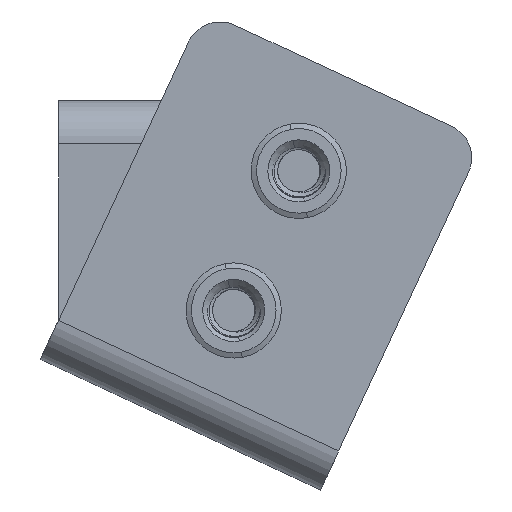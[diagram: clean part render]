
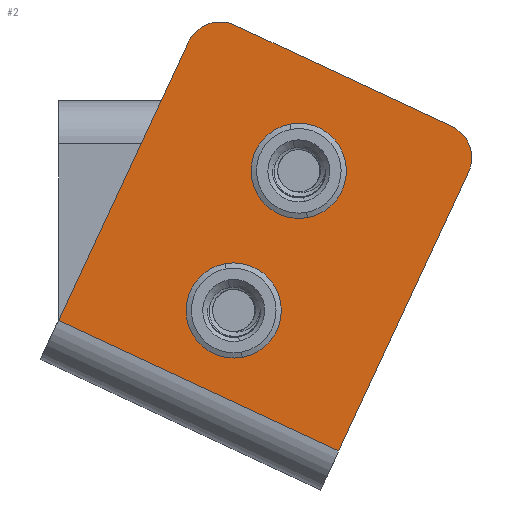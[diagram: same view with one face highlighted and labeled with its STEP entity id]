
A CAD part, front view. The second image highlights one B-rep face of the part: STEP entity #2.
In plain terms, the highlighted planar face has unit normal (0, -1, 0).
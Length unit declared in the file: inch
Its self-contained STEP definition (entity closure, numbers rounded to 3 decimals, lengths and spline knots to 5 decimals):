
#2 = ADVANCED_FACE ( 'NONE', ( #1314, #5579, #1784 ), #2240, .F. ) ;
#44 = VERTEX_POINT ( 'NONE', #4935 ) ;
#51 = CARTESIAN_POINT ( 'NONE',  ( 0.1251, -2.3705, -0.74858 ) ) ;
#147 = CARTESIAN_POINT ( 'NONE',  ( 0.07648, -2.3705, 0.15679 ) ) ;
#207 = ORIENTED_EDGE ( 'NONE', *, *, #5884, .F. ) ;
#223 = EDGE_CURVE ( 'NONE', #2606, #3042, #1180, .T. ) ;
#251 = VECTOR ( 'NONE', #3353, 39.37008 ) ;
#395 = CARTESIAN_POINT ( 'NONE',  ( -0.0234, -2.3705, -0.74858 ) ) ;
#569 = DIRECTION ( 'NONE',  ( 0., -1., 0. ) ) ;
#670 = CARTESIAN_POINT ( 'NONE',  ( -0.03681, -2.3705, 0.20962 ) ) ;
#707 = VERTEX_POINT ( 'NONE', #1907 ) ;
#711 = DIRECTION ( 'NONE',  ( -1., 0., 0. ) ) ;
#763 = VERTEX_POINT ( 'NONE', #3038 ) ;
#789 = AXIS2_PLACEMENT_3D ( 'NONE', #3248, #5941, #5333 ) ;
#906 = ORIENTED_EDGE ( 'NONE', *, *, #1818, .F. ) ;
#919 = CARTESIAN_POINT ( 'NONE',  ( -0.5, -2.3705, -0.78369 ) ) ;
#951 = DIRECTION ( 'NONE',  ( 1., 0., 0. ) ) ;
#964 = LINE ( 'NONE', #4294, #1443 ) ;
#1069 = VERTEX_POINT ( 'NONE', #4190 ) ;
#1140 = VERTEX_POINT ( 'NONE', #4121 ) ;
#1180 = LINE ( 'NONE', #2910, #251 ) ;
#1259 = CARTESIAN_POINT ( 'NONE',  ( -0.5, -2.3705, -0.78369 ) ) ;
#1278 = DIRECTION ( 'NONE',  ( 0., 1., 0. ) ) ;
#1314 = FACE_BOUND ( 'NONE', #3381, .T. ) ;
#1443 = VECTOR ( 'NONE', #3768, 39.37008 ) ;
#1484 = DIRECTION ( 'NONE',  ( 0., -1., 0. ) ) ;
#1671 = VERTEX_POINT ( 'NONE', #3756 ) ;
#1784 = FACE_OUTER_BOUND ( 'NONE', #4356, .T. ) ;
#1786 = AXIS2_PLACEMENT_3D ( 'NONE', #51, #3921, #3852 ) ;
#1818 = EDGE_CURVE ( 'NONE', #2533, #1069, #6131, .T. ) ;
#1907 = CARTESIAN_POINT ( 'NONE',  ( 0.20904, -2.3705, -0.25011 ) ) ;
#1967 = LINE ( 'NONE', #5087, #2869 ) ;
#2240 = PLANE ( 'NONE',  #3537 ) ;
#2448 = CIRCLE ( 'NONE', #4370, 0.125 ) ;
#2483 = VERTEX_POINT ( 'NONE', #3596 ) ;
#2533 = VERTEX_POINT ( 'NONE', #395 ) ;
#2606 = VERTEX_POINT ( 'NONE', #670 ) ;
#2719 = AXIS2_PLACEMENT_3D ( 'NONE', #3189, #1484, #951 ) ;
#2869 = VECTOR ( 'NONE', #3466, 39.37008 ) ;
#2905 = CIRCLE ( 'NONE', #1786, 0.1485 ) ;
#2910 = CARTESIAN_POINT ( 'NONE',  ( -0.11053, -2.3705, 0.05154 ) ) ;
#3038 = CARTESIAN_POINT ( 'NONE',  ( 0.96319, -2.3705, -0.25669 ) ) ;
#3042 = VERTEX_POINT ( 'NONE', #919 ) ;
#3047 = ORIENTED_EDGE ( 'NONE', *, *, #4851, .T. ) ;
#3189 = CARTESIAN_POINT ( 'NONE',  ( 0.1251, -2.3705, -0.74858 ) ) ;
#3229 = CARTESIAN_POINT ( 'NONE',  ( 0.35754, -2.3705, -0.25011 ) ) ;
#3248 = CARTESIAN_POINT ( 'NONE',  ( 0.8499, -2.3705, -0.20386 ) ) ;
#3291 = EDGE_CURVE ( 'NONE', #1671, #3042, #4812, .T. ) ;
#3337 = CIRCLE ( 'NONE', #6625, 0.1485 ) ;
#3349 = ORIENTED_EDGE ( 'NONE', *, *, #3807, .T. ) ;
#3353 = DIRECTION ( 'NONE',  ( -0.423, 0., -0.906 ) ) ;
#3381 = EDGE_LOOP ( 'NONE', ( #207, #4756 ) ) ;
#3466 = DIRECTION ( 'NONE',  ( 0.423, 0., 0.906 ) ) ;
#3472 = EDGE_CURVE ( 'NONE', #707, #1140, #3337, .T. ) ;
#3537 = AXIS2_PLACEMENT_3D ( 'NONE', #6652, #1278, #711 ) ;
#3596 = CARTESIAN_POINT ( 'NONE',  ( 0.90273, -2.3705, -0.09057 ) ) ;
#3604 = EDGE_CURVE ( 'NONE', #1671, #763, #1967, .T. ) ;
#3756 = CARTESIAN_POINT ( 'NONE',  ( 0.5, -2.3705, -1.25 ) ) ;
#3768 = DIRECTION ( 'NONE',  ( -0.906, 0., 0.423 ) ) ;
#3785 = ORIENTED_EDGE ( 'NONE', *, *, #3604, .T. ) ;
#3807 = EDGE_CURVE ( 'NONE', #763, #2483, #4406, .T. ) ;
#3852 = DIRECTION ( 'NONE',  ( 1., 0., 0. ) ) ;
#3921 = DIRECTION ( 'NONE',  ( 0., -1., 0. ) ) ;
#3959 = DIRECTION ( 'NONE',  ( -0.906, 0., 0.423 ) ) ;
#4121 = CARTESIAN_POINT ( 'NONE',  ( 0.50604, -2.3705, -0.25011 ) ) ;
#4190 = CARTESIAN_POINT ( 'NONE',  ( 0.2736, -2.3705, -0.74858 ) ) ;
#4294 = CARTESIAN_POINT ( 'NONE',  ( 0.12654, -2.3705, 0.27137 ) ) ;
#4321 = DIRECTION ( 'NONE',  ( -1., 0., 0. ) ) ;
#4356 = EDGE_LOOP ( 'NONE', ( #3785, #3349, #6214, #3047, #4801, #5437 ) ) ;
#4363 = DIRECTION ( 'NONE',  ( 0., -1., 0. ) ) ;
#4370 = AXIS2_PLACEMENT_3D ( 'NONE', #147, #569, #4321 ) ;
#4406 = CIRCLE ( 'NONE', #789, 0.125 ) ;
#4611 = CIRCLE ( 'NONE', #6440, 0.1485 ) ;
#4756 = ORIENTED_EDGE ( 'NONE', *, *, #3472, .F. ) ;
#4801 = ORIENTED_EDGE ( 'NONE', *, *, #223, .T. ) ;
#4812 = LINE ( 'NONE', #1259, #5357 ) ;
#4851 = EDGE_CURVE ( 'NONE', #44, #2606, #2448, .T. ) ;
#4935 = CARTESIAN_POINT ( 'NONE',  ( 0.12931, -2.3705, 0.27008 ) ) ;
#5087 = CARTESIAN_POINT ( 'NONE',  ( 0.88947, -2.3705, -0.41477 ) ) ;
#5333 = DIRECTION ( 'NONE',  ( -1., 0., 0. ) ) ;
#5357 = VECTOR ( 'NONE', #3959, 39.37008 ) ;
#5391 = DIRECTION ( 'NONE',  ( 0., -1., 0. ) ) ;
#5437 = ORIENTED_EDGE ( 'NONE', *, *, #3291, .F. ) ;
#5515 = DIRECTION ( 'NONE',  ( 1., 0., 0. ) ) ;
#5579 = FACE_BOUND ( 'NONE', #5771, .T. ) ;
#5591 = DIRECTION ( 'NONE',  ( 1., 0., 0. ) ) ;
#5771 = EDGE_LOOP ( 'NONE', ( #6798, #906 ) ) ;
#5853 = EDGE_CURVE ( 'NONE', #1069, #2533, #2905, .T. ) ;
#5884 = EDGE_CURVE ( 'NONE', #1140, #707, #4611, .T. ) ;
#5941 = DIRECTION ( 'NONE',  ( 0., -1., 0. ) ) ;
#6082 = CARTESIAN_POINT ( 'NONE',  ( 0.35754, -2.3705, -0.25011 ) ) ;
#6131 = CIRCLE ( 'NONE', #2719, 0.1485 ) ;
#6214 = ORIENTED_EDGE ( 'NONE', *, *, #6387, .T. ) ;
#6387 = EDGE_CURVE ( 'NONE', #2483, #44, #964, .T. ) ;
#6440 = AXIS2_PLACEMENT_3D ( 'NONE', #6082, #4363, #5515 ) ;
#6625 = AXIS2_PLACEMENT_3D ( 'NONE', #3229, #5391, #5591 ) ;
#6652 = CARTESIAN_POINT ( 'NONE',  ( 0., -2.3705, 0. ) ) ;
#6798 = ORIENTED_EDGE ( 'NONE', *, *, #5853, .F. ) ;
